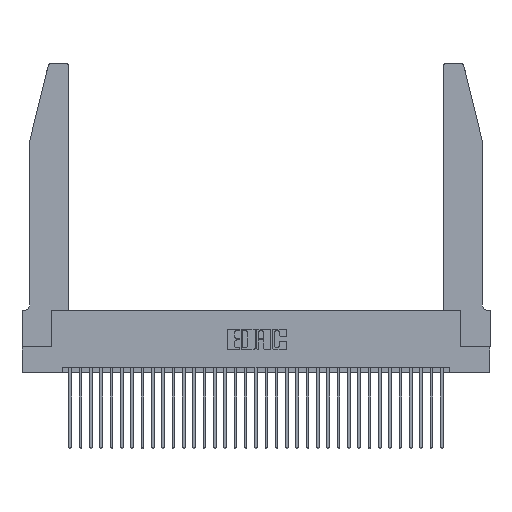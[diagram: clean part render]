
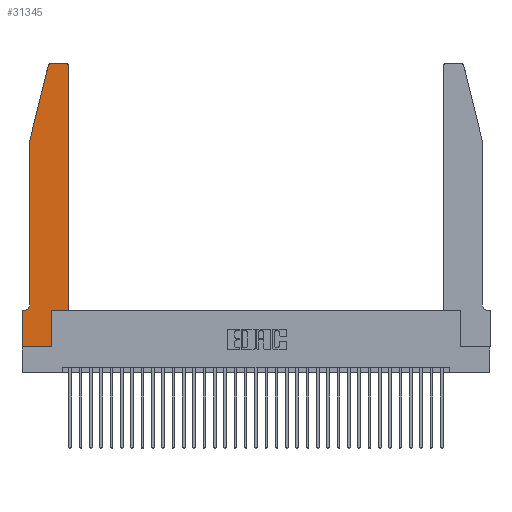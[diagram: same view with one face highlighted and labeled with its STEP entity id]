
A CAD part, top view. The second image highlights one B-rep face of the part: STEP entity #31345.
In plain terms, the highlighted planar face has unit normal (0, 0, 1).
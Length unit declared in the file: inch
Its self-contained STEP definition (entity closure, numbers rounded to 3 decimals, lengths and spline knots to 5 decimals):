
#548 = VECTOR ( 'NONE', #34132, 39.37008 ) ;
#1677 = DIRECTION ( 'NONE',  ( 0., 1., 0. ) ) ;
#1775 = CARTESIAN_POINT ( 'NONE',  ( 0., 0., 0.37 ) ) ;
#1947 = CARTESIAN_POINT ( 'NONE',  ( 0.284, 2.75, 0.37 ) ) ;
#1974 = CARTESIAN_POINT ( 'NONE',  ( 0.2865, 0., 0.37 ) ) ;
#2173 = VERTEX_POINT ( 'NONE', #21421 ) ;
#2201 = EDGE_CURVE ( 'NONE', #2173, #28113, #12297, .T. ) ;
#2325 = CARTESIAN_POINT ( 'NONE',  ( 0.2865, 0.35, 0.37 ) ) ;
#2464 = LINE ( 'NONE', #28544, #23033 ) ;
#2526 = EDGE_CURVE ( 'NONE', #18621, #34163, #31272, .T. ) ;
#3257 = LINE ( 'NONE', #4661, #4116 ) ;
#3289 = CARTESIAN_POINT ( 'NONE',  ( 0.0755, 0.35, 0.37 ) ) ;
#3411 = DIRECTION ( 'NONE',  ( -1., 0., 0. ) ) ;
#3705 = EDGE_CURVE ( 'NONE', #29507, #31696, #30798, .T. ) ;
#3781 = LINE ( 'NONE', #30943, #29608 ) ;
#4103 = VERTEX_POINT ( 'NONE', #12368 ) ;
#4116 = VECTOR ( 'NONE', #15331, 39.37008 ) ;
#4661 = CARTESIAN_POINT ( 'NONE',  ( 0.0755, 2., 0.37 ) ) ;
#4709 = EDGE_CURVE ( 'NONE', #31696, #2173, #28672, .T. ) ;
#5087 = ORIENTED_EDGE ( 'NONE', *, *, #12535, .T. ) ;
#6378 = AXIS2_PLACEMENT_3D ( 'NONE', #7410, #26046, #10122 ) ;
#6924 = VERTEX_POINT ( 'NONE', #34131 ) ;
#7014 = DIRECTION ( 'NONE',  ( 0., -1., 0. ) ) ;
#7410 = CARTESIAN_POINT ( 'NONE',  ( 0.284, 2.72, 0.37 ) ) ;
#8344 = DIRECTION ( 'NONE',  ( 0., 0., 1. ) ) ;
#8570 = CARTESIAN_POINT ( 'NONE',  ( 0.0055, 0.35, 0.37 ) ) ;
#9188 = VECTOR ( 'NONE', #25334, 39.37008 ) ;
#9996 = DIRECTION ( 'NONE',  ( 1., 0., 0. ) ) ;
#10122 = DIRECTION ( 'NONE',  ( 1., 0., 0. ) ) ;
#10146 = VERTEX_POINT ( 'NONE', #25697 ) ;
#10202 = EDGE_CURVE ( 'NONE', #4103, #10146, #3257, .T. ) ;
#10217 = CARTESIAN_POINT ( 'NONE',  ( 0.0755, 0.42, 0.37 ) ) ;
#11021 = VECTOR ( 'NONE', #33309, 39.37008 ) ;
#12104 = VERTEX_POINT ( 'NONE', #26369 ) ;
#12248 = DIRECTION ( 'NONE',  ( 0., 0., 1. ) ) ;
#12297 = LINE ( 'NONE', #31981, #32502 ) ;
#12368 = CARTESIAN_POINT ( 'NONE',  ( 0.25487, 2.72718, 0.37 ) ) ;
#12535 = EDGE_CURVE ( 'NONE', #10146, #18808, #18688, .T. ) ;
#13541 = DIRECTION ( 'NONE',  ( 1., 0., 0. ) ) ;
#14887 = CARTESIAN_POINT ( 'NONE',  ( 0.2605, 2.75, 0.37 ) ) ;
#15331 = DIRECTION ( 'NONE',  ( -0.239, -0.971, 0. ) ) ;
#15400 = CARTESIAN_POINT ( 'NONE',  ( 0.0055, 0.42, 0.37 ) ) ;
#15612 = CIRCLE ( 'NONE', #22129, 0.03 ) ;
#16016 = ORIENTED_EDGE ( 'NONE', *, *, #3705, .T. ) ;
#16048 = ORIENTED_EDGE ( 'NONE', *, *, #2201, .T. ) ;
#16454 = ORIENTED_EDGE ( 'NONE', *, *, #4709, .T. ) ;
#16487 = ORIENTED_EDGE ( 'NONE', *, *, #28208, .T. ) ;
#17116 = ORIENTED_EDGE ( 'NONE', *, *, #2526, .T. ) ;
#17267 = ORIENTED_EDGE ( 'NONE', *, *, #28090, .T. ) ;
#18077 = DIRECTION ( 'NONE',  ( -1., 0., 0. ) ) ;
#18621 = VERTEX_POINT ( 'NONE', #25577 ) ;
#18688 = LINE ( 'NONE', #28289, #31860 ) ;
#18808 = VERTEX_POINT ( 'NONE', #10217 ) ;
#18934 = PLANE ( 'NONE',  #31255 ) ;
#19713 = VERTEX_POINT ( 'NONE', #27576 ) ;
#20456 = EDGE_CURVE ( 'NONE', #12104, #6924, #2464, .T. ) ;
#21193 = ORIENTED_EDGE ( 'NONE', *, *, #20456, .T. ) ;
#21421 = CARTESIAN_POINT ( 'NONE',  ( 0., 0., 0.37 ) ) ;
#22129 = AXIS2_PLACEMENT_3D ( 'NONE', #28112, #12248, #30734 ) ;
#22272 = CIRCLE ( 'NONE', #6378, 0.03 ) ;
#22678 = FACE_OUTER_BOUND ( 'NONE', #33290, .T. ) ;
#23033 = VECTOR ( 'NONE', #9996, 39.37008 ) ;
#23093 = AXIS2_PLACEMENT_3D ( 'NONE', #15400, #33808, #18077 ) ;
#23385 = ORIENTED_EDGE ( 'NONE', *, *, #10202, .T. ) ;
#23826 = VECTOR ( 'NONE', #3411, 39.37008 ) ;
#24225 = EDGE_CURVE ( 'NONE', #19713, #18621, #15612, .T. ) ;
#24283 = CARTESIAN_POINT ( 'NONE',  ( 0., 0.35, 0.37 ) ) ;
#25334 = DIRECTION ( 'NONE',  ( 0., -1., 0. ) ) ;
#25577 = CARTESIAN_POINT ( 'NONE',  ( 0.4205, 2.75, 0.37 ) ) ;
#25697 = CARTESIAN_POINT ( 'NONE',  ( 0.0755, 2., 0.37 ) ) ;
#26046 = DIRECTION ( 'NONE',  ( 0., 0., 1. ) ) ;
#26309 = EDGE_CURVE ( 'NONE', #6924, #19713, #3781, .T. ) ;
#26369 = CARTESIAN_POINT ( 'NONE',  ( 0.2865, 0.35, 0.37 ) ) ;
#26942 = DIRECTION ( 'NONE',  ( 1., 0., 0. ) ) ;
#27576 = CARTESIAN_POINT ( 'NONE',  ( 0.4505, 2.72, 0.37 ) ) ;
#28090 = EDGE_CURVE ( 'NONE', #18808, #29507, #33085, .T. ) ;
#28112 = CARTESIAN_POINT ( 'NONE',  ( 0.4205, 2.72, 0.37 ) ) ;
#28113 = VERTEX_POINT ( 'NONE', #1974 ) ;
#28208 = EDGE_CURVE ( 'NONE', #28113, #12104, #29025, .T. ) ;
#28289 = CARTESIAN_POINT ( 'NONE',  ( 0.0755, 2., 0.37 ) ) ;
#28544 = CARTESIAN_POINT ( 'NONE',  ( 0.4505, 0.35, 0.37 ) ) ;
#28672 = LINE ( 'NONE', #1775, #9188 ) ;
#29025 = LINE ( 'NONE', #2325, #548 ) ;
#29507 = VERTEX_POINT ( 'NONE', #8570 ) ;
#29608 = VECTOR ( 'NONE', #1677, 39.37008 ) ;
#30734 = DIRECTION ( 'NONE',  ( 1., 0., 0. ) ) ;
#30753 = ORIENTED_EDGE ( 'NONE', *, *, #31131, .T. ) ;
#30798 = LINE ( 'NONE', #3289, #23826 ) ;
#30943 = CARTESIAN_POINT ( 'NONE',  ( 0.4505, 0.35, 0.37 ) ) ;
#31131 = EDGE_CURVE ( 'NONE', #34163, #4103, #22272, .T. ) ;
#31255 = AXIS2_PLACEMENT_3D ( 'NONE', #24283, #8344, #26942 ) ;
#31272 = LINE ( 'NONE', #14887, #11021 ) ;
#31345 = ADVANCED_FACE ( 'NONE', ( #22678 ), #18934, .T. ) ;
#31696 = VERTEX_POINT ( 'NONE', #33387 ) ;
#31860 = VECTOR ( 'NONE', #7014, 39.37008 ) ;
#31981 = CARTESIAN_POINT ( 'NONE',  ( 0., 0., 0.37 ) ) ;
#32502 = VECTOR ( 'NONE', #13541, 39.37008 ) ;
#32719 = ORIENTED_EDGE ( 'NONE', *, *, #26309, .T. ) ;
#32838 = ORIENTED_EDGE ( 'NONE', *, *, #24225, .T. ) ;
#33085 = CIRCLE ( 'NONE', #23093, 0.07 ) ;
#33290 = EDGE_LOOP ( 'NONE', ( #17116, #30753, #23385, #5087, #17267, #16016, #16454, #16048, #16487, #21193, #32719, #32838 ) ) ;
#33309 = DIRECTION ( 'NONE',  ( -1., 0., 0. ) ) ;
#33387 = CARTESIAN_POINT ( 'NONE',  ( 0., 0.35, 0.37 ) ) ;
#33808 = DIRECTION ( 'NONE',  ( 0., 0., -1. ) ) ;
#34131 = CARTESIAN_POINT ( 'NONE',  ( 0.4505, 0.35, 0.37 ) ) ;
#34132 = DIRECTION ( 'NONE',  ( 0., 1., 0. ) ) ;
#34163 = VERTEX_POINT ( 'NONE', #1947 ) ;
